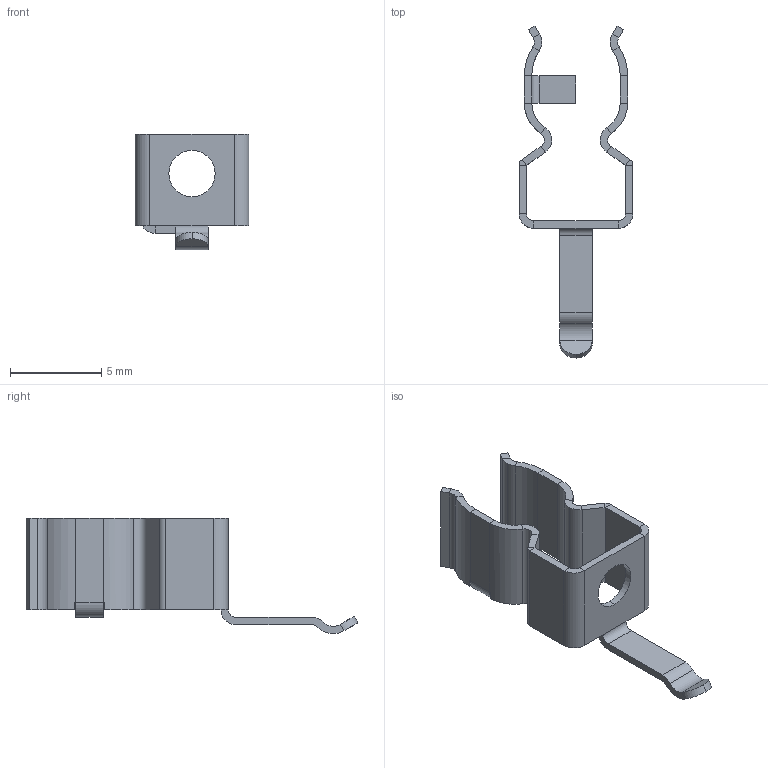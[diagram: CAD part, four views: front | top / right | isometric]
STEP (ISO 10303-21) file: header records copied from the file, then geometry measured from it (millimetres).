
FILE_DESCRIPTION (( 'STEP AP214' ), '1' );
FILE_NAME ('BK-6009.STEP', '2020-02-01T00:51:22', ( '' ), ( '' ), 'SwSTEP 2.0', 'SolidWorks 2017', '' );
FILE_SCHEMA (( 'AUTOMOTIVE_DESIGN' ));
Length unit declared in the file: millimetre
Products named in the file (1): BK-6009
Bounding box: 6.25 x 18.21 x 6.34 mm (x, y, z)
Volume: 65.1 mm3; surface area: 360.2 mm2
Topology: 1 solids, 1 shells, 119 faces, 259 edges, 142 vertices
Faces by surface type: plane 79, cylinder 40
Entity records: 3179 total; most frequent: DIRECTION 583, CARTESIAN_POINT 521, ORIENTED_EDGE 518, EDGE_CURVE 259, AXIS2_PLACEMENT_3D 204, VECTOR 175, LINE 175, VERTEX_POINT 142
